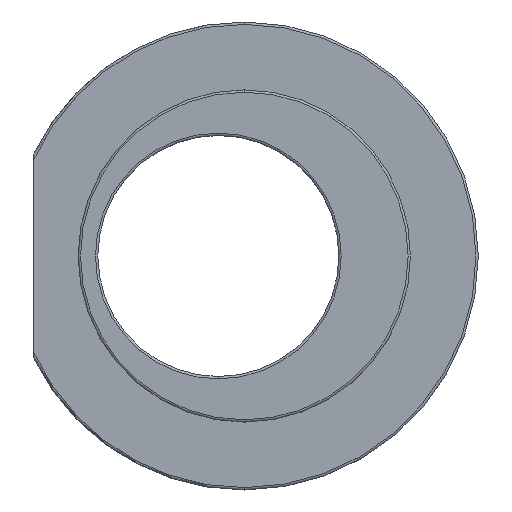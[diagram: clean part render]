
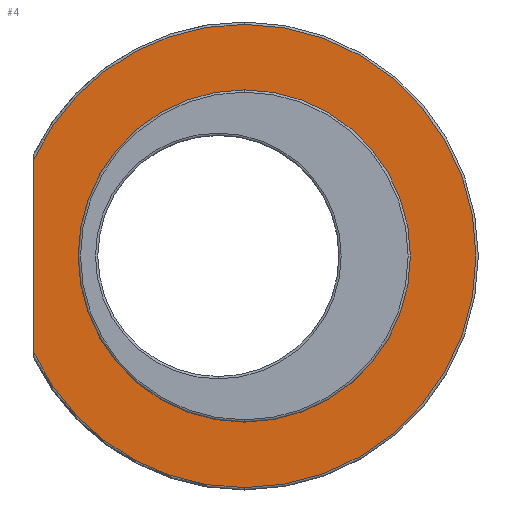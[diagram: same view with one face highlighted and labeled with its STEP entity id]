
A CAD part, left-side view. The second image highlights one B-rep face of the part: STEP entity #4.
In plain terms, the highlighted planar face has unit normal (-1, 0, 0).
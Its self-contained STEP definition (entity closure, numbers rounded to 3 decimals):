
#4 = ADVANCED_FACE ( 'NONE', ( #16, #470 ), #610, .F. ) ;
#16 = FACE_BOUND ( 'NONE', #828, .T. ) ;
#47 = DIRECTION ( 'NONE',  ( -1., 0., 0. ) ) ;
#51 = ORIENTED_EDGE ( 'NONE', *, *, #845, .T. ) ;
#106 = CIRCLE ( 'NONE', #350, 3.55 ) ;
#117 = CARTESIAN_POINT ( 'NONE',  ( -3.175, 4.5, 0. ) ) ;
#119 = CARTESIAN_POINT ( 'NONE',  ( -3.175, 0., -4.95 ) ) ;
#132 = AXIS2_PLACEMENT_3D ( 'NONE', #306, #593, #603 ) ;
#145 = DIRECTION ( 'NONE',  ( 0., 0., -1. ) ) ;
#155 = VECTOR ( 'NONE', #573, 1000. ) ;
#196 = CARTESIAN_POINT ( 'NONE',  ( -3.175, 0., 4.95 ) ) ;
#218 = VERTEX_POINT ( 'NONE', #714 ) ;
#240 = CIRCLE ( 'NONE', #687, 4.95 ) ;
#243 = CARTESIAN_POINT ( 'NONE',  ( -3.175, 0., -3.55 ) ) ;
#258 = ORIENTED_EDGE ( 'NONE', *, *, #675, .F. ) ;
#273 = EDGE_CURVE ( 'NONE', #791, #836, #562, .T. ) ;
#289 = AXIS2_PLACEMENT_3D ( 'NONE', #437, #47, #892 ) ;
#299 = CARTESIAN_POINT ( 'NONE',  ( -3.175, 4.5, 2.062 ) ) ;
#303 = CIRCLE ( 'NONE', #289, 4.95 ) ;
#306 = CARTESIAN_POINT ( 'NONE',  ( -3.175, 0., 0. ) ) ;
#348 = EDGE_CURVE ( 'NONE', #836, #791, #106, .T. ) ;
#350 = AXIS2_PLACEMENT_3D ( 'NONE', #530, #838, #145 ) ;
#354 = DIRECTION ( 'NONE',  ( -1., 0., 0. ) ) ;
#359 = LINE ( 'NONE', #117, #155 ) ;
#424 = ORIENTED_EDGE ( 'NONE', *, *, #660, .T. ) ;
#431 = DIRECTION ( 'NONE',  ( 0., 0., -1. ) ) ;
#433 = ORIENTED_EDGE ( 'NONE', *, *, #633, .T. ) ;
#437 = CARTESIAN_POINT ( 'NONE',  ( -3.175, 0., 0. ) ) ;
#470 = FACE_OUTER_BOUND ( 'NONE', #524, .T. ) ;
#477 = AXIS2_PLACEMENT_3D ( 'NONE', #982, #354, #431 ) ;
#491 = CARTESIAN_POINT ( 'NONE',  ( -3.175, 0., 0. ) ) ;
#507 = DIRECTION ( 'NONE',  ( 0., 0., -1. ) ) ;
#524 = EDGE_LOOP ( 'NONE', ( #258, #424, #51, #433 ) ) ;
#530 = CARTESIAN_POINT ( 'NONE',  ( -3.175, 0., 0. ) ) ;
#562 = CIRCLE ( 'NONE', #132, 3.55 ) ;
#573 = DIRECTION ( 'NONE',  ( 0., 0., 1. ) ) ;
#581 = ORIENTED_EDGE ( 'NONE', *, *, #273, .F. ) ;
#592 = VERTEX_POINT ( 'NONE', #196 ) ;
#593 = DIRECTION ( 'NONE',  ( -1., 0., 0. ) ) ;
#602 = CARTESIAN_POINT ( 'NONE',  ( -3.175, 0., 3.55 ) ) ;
#603 = DIRECTION ( 'NONE',  ( 0., 0., -1. ) ) ;
#610 = PLANE ( 'NONE',  #875 ) ;
#633 = EDGE_CURVE ( 'NONE', #592, #901, #240, .T. ) ;
#660 = EDGE_CURVE ( 'NONE', #218, #897, #303, .T. ) ;
#675 = EDGE_CURVE ( 'NONE', #218, #901, #359, .T. ) ;
#687 = AXIS2_PLACEMENT_3D ( 'NONE', #491, #723, #507 ) ;
#705 = CARTESIAN_POINT ( 'NONE',  ( -3.175, 0., 0. ) ) ;
#714 = CARTESIAN_POINT ( 'NONE',  ( -3.175, 4.5, -2.062 ) ) ;
#723 = DIRECTION ( 'NONE',  ( -1., 0., 0. ) ) ;
#763 = DIRECTION ( 'NONE',  ( 0., 0., -1. ) ) ;
#780 = DIRECTION ( 'NONE',  ( 1., 0., 0. ) ) ;
#791 = VERTEX_POINT ( 'NONE', #243 ) ;
#808 = ORIENTED_EDGE ( 'NONE', *, *, #348, .F. ) ;
#828 = EDGE_LOOP ( 'NONE', ( #581, #808 ) ) ;
#836 = VERTEX_POINT ( 'NONE', #602 ) ;
#838 = DIRECTION ( 'NONE',  ( -1., 0., 0. ) ) ;
#845 = EDGE_CURVE ( 'NONE', #897, #592, #916, .T. ) ;
#875 = AXIS2_PLACEMENT_3D ( 'NONE', #705, #780, #763 ) ;
#892 = DIRECTION ( 'NONE',  ( 0., 0., -1. ) ) ;
#897 = VERTEX_POINT ( 'NONE', #119 ) ;
#901 = VERTEX_POINT ( 'NONE', #299 ) ;
#916 = CIRCLE ( 'NONE', #477, 4.95 ) ;
#982 = CARTESIAN_POINT ( 'NONE',  ( -3.175, 0., 0. ) ) ;
